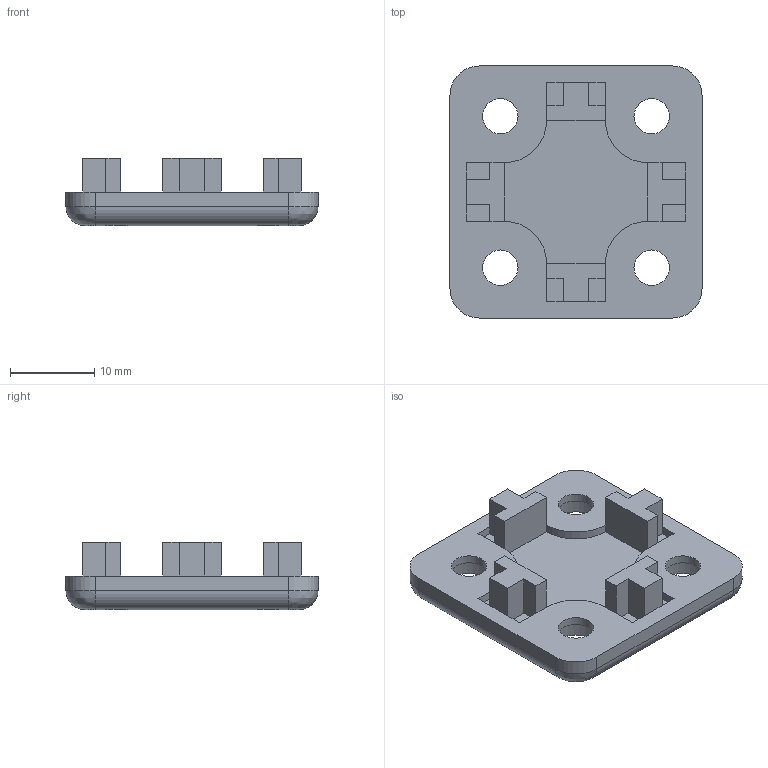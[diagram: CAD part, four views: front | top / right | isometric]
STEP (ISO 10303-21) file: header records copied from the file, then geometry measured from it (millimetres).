
FILE_DESCRIPTION(/* description */ (''),/* implementation_level */ '2;1');
FILE_NAME(/* name */ 'SZ0047S.stp',/* time_stamp */ '2022-03-04T08:53:54+01:00',/* author */ ('matthiasboeke'),/* organization */ (''),/* preprocessor_version */ 'ST-DEVELOPER v18.1',/* originating_system */ 'Autodesk Inventor 2020',/* authorisation */ '');
FILE_SCHEMA (('AUTOMOTIVE_DESIGN { 1 0 10303 214 3 1 1 }'));
Length unit declared in the file: millimetre
Products named in the file (1): SZ0047S
Bounding box: 30 x 30 x 8 mm (x, y, z)
Volume: 2821.9 mm3; surface area: 2876.7 mm2
Topology: 1 solids, 1 shells, 99 faces, 260 edges, 164 vertices
Faces by surface type: plane 75, cylinder 20, bspline 4
Full cylindrical faces by diameter (mm): 4.2 x4, 8.2 x4
Entity records: 3131 total; most frequent: CARTESIAN_POINT 630, ORIENTED_EDGE 520, DIRECTION 496, EDGE_CURVE 260, LINE 196, VECTOR 196, VERTEX_POINT 164, AXIS2_PLACEMENT_3D 150
